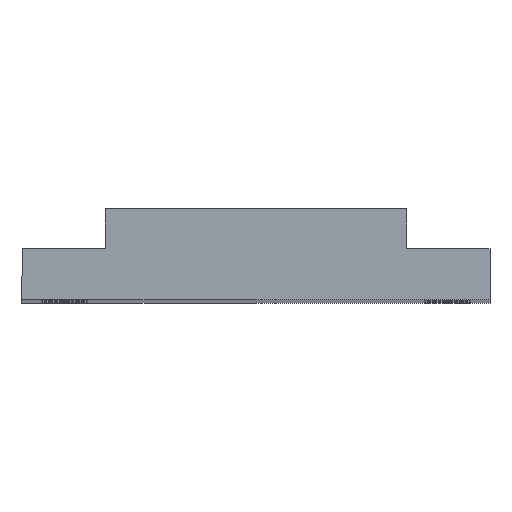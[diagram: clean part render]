
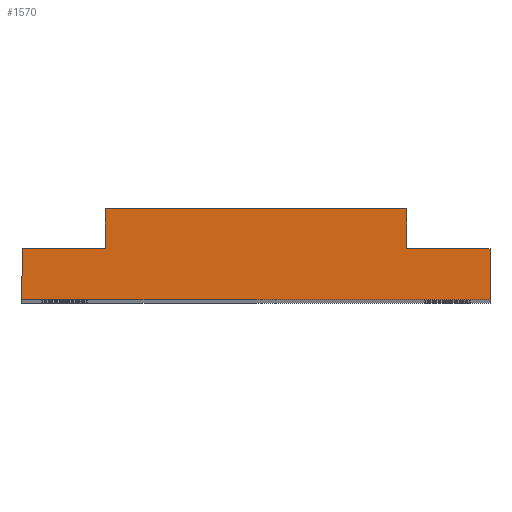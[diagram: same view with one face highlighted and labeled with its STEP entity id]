
A CAD part, top view. The second image highlights one B-rep face of the part: STEP entity #1570.
In plain terms, the highlighted planar face has unit normal (0, 0, 1).
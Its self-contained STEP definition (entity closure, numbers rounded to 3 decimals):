
#41 = DIRECTION ( 'NONE',  ( -1., 0., 0. ) ) ;
#272 = VERTEX_POINT ( 'NONE', #1460 ) ;
#301 = CARTESIAN_POINT ( 'NONE',  ( 27.5, 0., 125. ) ) ;
#358 = AXIS2_PLACEMENT_3D ( 'NONE', #3280, #1846, #1830 ) ;
#529 = VECTOR ( 'NONE', #2818, 1000. ) ;
#570 = VERTEX_POINT ( 'NONE', #2816 ) ;
#584 = DIRECTION ( 'NONE',  ( 0., 1., 0. ) ) ;
#587 = LINE ( 'NONE', #1671, #3327 ) ;
#596 = VECTOR ( 'NONE', #3122, 1000. ) ;
#617 = ORIENTED_EDGE ( 'NONE', *, *, #2882, .T. ) ;
#772 = LINE ( 'NONE', #1634, #2544 ) ;
#854 = ORIENTED_EDGE ( 'NONE', *, *, #1117, .T. ) ;
#903 = VERTEX_POINT ( 'NONE', #1070 ) ;
#975 = CARTESIAN_POINT ( 'NONE',  ( -27.5, 6., 125. ) ) ;
#1009 = ORIENTED_EDGE ( 'NONE', *, *, #2680, .T. ) ;
#1044 = ORIENTED_EDGE ( 'NONE', *, *, #3491, .T. ) ;
#1070 = CARTESIAN_POINT ( 'NONE',  ( 17.7, 10.7, 125. ) ) ;
#1087 = LINE ( 'NONE', #1889, #596 ) ;
#1117 = EDGE_CURVE ( 'NONE', #1533, #570, #2650, .T. ) ;
#1261 = VECTOR ( 'NONE', #41, 1000. ) ;
#1283 = ORIENTED_EDGE ( 'NONE', *, *, #1356, .T. ) ;
#1356 = EDGE_CURVE ( 'NONE', #272, #1533, #1087, .T. ) ;
#1410 = DIRECTION ( 'NONE',  ( 1., 0., 0. ) ) ;
#1460 = CARTESIAN_POINT ( 'NONE',  ( -17.7, 10.7, 125. ) ) ;
#1497 = CARTESIAN_POINT ( 'NONE',  ( -27.5, 0., 125. ) ) ;
#1533 = VERTEX_POINT ( 'NONE', #3465 ) ;
#1570 = ADVANCED_FACE ( 'NONE', ( #2094 ), #2366, .T. ) ;
#1620 = LINE ( 'NONE', #975, #3451 ) ;
#1634 = CARTESIAN_POINT ( 'NONE',  ( 17.7, 6., 125. ) ) ;
#1641 = DIRECTION ( 'NONE',  ( 0., -1., 0. ) ) ;
#1668 = LINE ( 'NONE', #2826, #3277 ) ;
#1671 = CARTESIAN_POINT ( 'NONE',  ( -27.5, 0., 125. ) ) ;
#1727 = LINE ( 'NONE', #301, #2788 ) ;
#1757 = CARTESIAN_POINT ( 'NONE',  ( 17.7, 6., 125. ) ) ;
#1830 = DIRECTION ( 'NONE',  ( 1., 0., 0. ) ) ;
#1846 = DIRECTION ( 'NONE',  ( 0., 0., 1. ) ) ;
#1848 = ORIENTED_EDGE ( 'NONE', *, *, #3424, .T. ) ;
#1889 = CARTESIAN_POINT ( 'NONE',  ( -17.7, 10.7, 125. ) ) ;
#1927 = EDGE_CURVE ( 'NONE', #2545, #3631, #587, .T. ) ;
#2012 = DIRECTION ( 'NONE',  ( -1., 0., 0. ) ) ;
#2094 = FACE_OUTER_BOUND ( 'NONE', #2883, .T. ) ;
#2356 = ORIENTED_EDGE ( 'NONE', *, *, #3561, .T. ) ;
#2366 = PLANE ( 'NONE',  #358 ) ;
#2523 = ORIENTED_EDGE ( 'NONE', *, *, #1927, .T. ) ;
#2544 = VECTOR ( 'NONE', #3096, 1000. ) ;
#2545 = VERTEX_POINT ( 'NONE', #1497 ) ;
#2650 = LINE ( 'NONE', #3760, #1261 ) ;
#2680 = EDGE_CURVE ( 'NONE', #3191, #2767, #3408, .T. ) ;
#2683 = CARTESIAN_POINT ( 'NONE',  ( 27.5, 6., 125. ) ) ;
#2767 = VERTEX_POINT ( 'NONE', #1757 ) ;
#2788 = VECTOR ( 'NONE', #584, 1000. ) ;
#2816 = CARTESIAN_POINT ( 'NONE',  ( -27.5, 6., 125. ) ) ;
#2818 = DIRECTION ( 'NONE',  ( -1., 0., 0. ) ) ;
#2826 = CARTESIAN_POINT ( 'NONE',  ( 17.7, 10.7, 125. ) ) ;
#2882 = EDGE_CURVE ( 'NONE', #570, #2545, #1620, .T. ) ;
#2883 = EDGE_LOOP ( 'NONE', ( #617, #2523, #2356, #1009, #1848, #1044, #1283, #854 ) ) ;
#2940 = CARTESIAN_POINT ( 'NONE',  ( 27.5, 0., 125. ) ) ;
#3096 = DIRECTION ( 'NONE',  ( 0., 1., 0. ) ) ;
#3122 = DIRECTION ( 'NONE',  ( 0., -1., 0. ) ) ;
#3191 = VERTEX_POINT ( 'NONE', #2683 ) ;
#3277 = VECTOR ( 'NONE', #2012, 1000. ) ;
#3280 = CARTESIAN_POINT ( 'NONE',  ( 0., 0., 125. ) ) ;
#3327 = VECTOR ( 'NONE', #1410, 1000. ) ;
#3408 = LINE ( 'NONE', #3718, #529 ) ;
#3424 = EDGE_CURVE ( 'NONE', #2767, #903, #772, .T. ) ;
#3451 = VECTOR ( 'NONE', #1641, 1000. ) ;
#3465 = CARTESIAN_POINT ( 'NONE',  ( -17.7, 6., 125. ) ) ;
#3491 = EDGE_CURVE ( 'NONE', #903, #272, #1668, .T. ) ;
#3561 = EDGE_CURVE ( 'NONE', #3631, #3191, #1727, .T. ) ;
#3631 = VERTEX_POINT ( 'NONE', #2940 ) ;
#3718 = CARTESIAN_POINT ( 'NONE',  ( 27.5, 6., 125. ) ) ;
#3760 = CARTESIAN_POINT ( 'NONE',  ( -17.7, 6., 125. ) ) ;
